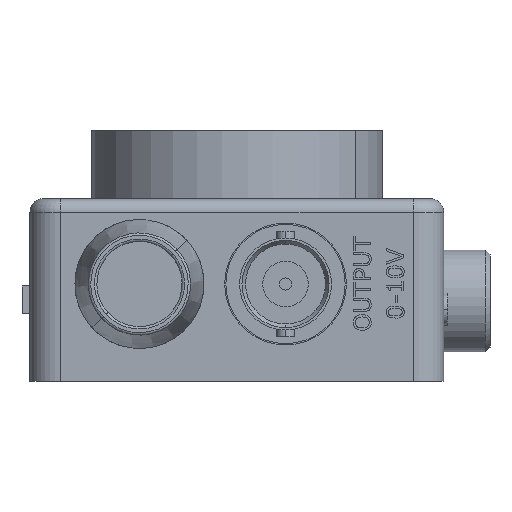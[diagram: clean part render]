
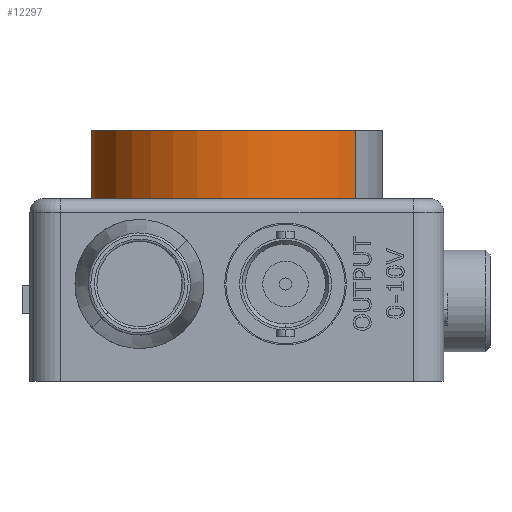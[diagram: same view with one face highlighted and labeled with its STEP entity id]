
A CAD part, front view. The second image highlights one B-rep face of the part: STEP entity #12297.
In plain terms, the highlighted cylindrical face has radius 15.24 mm (diameter 30.48 mm), a partial arc.
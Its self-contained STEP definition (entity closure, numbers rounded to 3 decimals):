
#8798 = EDGE_CURVE ( 'NONE', #12221, #12219, #58913, .T. ) ;
#11898 = DIRECTION ( 'NONE',  ( 0., 0., -1. ) ) ;
#11899 = VECTOR ( 'NONE', #11898, 1000. ) ;
#11901 = CARTESIAN_POINT ( 'NONE',  ( 33.954, 29.19, 26.162 ) ) ;
#11902 = LINE ( 'NONE', #11901, #11899 ) ;
#11922 = CARTESIAN_POINT ( 'NONE',  ( 9.226, 47.01, 19.05 ) ) ;
#11955 = CARTESIAN_POINT ( 'NONE',  ( 33.954, 29.19, 26.162 ) ) ;
#11963 = CARTESIAN_POINT ( 'NONE',  ( 33.954, 29.19, 19.05 ) ) ;
#12020 = CARTESIAN_POINT ( 'NONE',  ( 9.226, 47.01, 26.162 ) ) ;
#12183 = ORIENTED_EDGE ( 'NONE', *, *, #8798, .F. ) ;
#12185 = EDGE_LOOP ( 'NONE', ( #12301, #12183, #12292, #12356 ) ) ;
#12198 = VERTEX_POINT ( 'NONE', #11922 ) ;
#12206 = EDGE_CURVE ( 'NONE', #12219, #12212, #11902, .T. ) ;
#12212 = VERTEX_POINT ( 'NONE', #11963 ) ;
#12219 = VERTEX_POINT ( 'NONE', #11955 ) ;
#12221 = VERTEX_POINT ( 'NONE', #12020 ) ;
#12287 = EDGE_CURVE ( 'NONE', #12221, #12198, #12298, .T. ) ;
#12292 = ORIENTED_EDGE ( 'NONE', *, *, #12287, .T. ) ;
#12297 = ADVANCED_FACE ( 'NONE', ( #12418 ), #12308, .T. ) ;
#12298 = LINE ( 'NONE', #12432, #12425 ) ;
#12301 = ORIENTED_EDGE ( 'NONE', *, *, #12206, .F. ) ;
#12308 = CYLINDRICAL_SURFACE ( 'NONE', #12317, 15.24 ) ;
#12317 = AXIS2_PLACEMENT_3D ( 'NONE', #12406, #12374, #12369 ) ;
#12356 = ORIENTED_EDGE ( 'NONE', *, *, #12363, .T. ) ;
#12363 = EDGE_CURVE ( 'NONE', #12198, #12212, #12757, .T. ) ;
#12369 = DIRECTION ( 'NONE',  ( -0.811, 0.585, 0. ) ) ;
#12374 = DIRECTION ( 'NONE',  ( 0., 0., -1. ) ) ;
#12406 = CARTESIAN_POINT ( 'NONE',  ( 21.59, 38.1, 26.162 ) ) ;
#12418 = FACE_OUTER_BOUND ( 'NONE', #12185, .T. ) ;
#12425 = VECTOR ( 'NONE', #12431, 1000. ) ;
#12431 = DIRECTION ( 'NONE',  ( 0., 0., -1. ) ) ;
#12432 = CARTESIAN_POINT ( 'NONE',  ( 9.226, 47.01, 26.162 ) ) ;
#12737 = DIRECTION ( 'NONE',  ( 0.811, -0.585, 0. ) ) ;
#12738 = DIRECTION ( 'NONE',  ( 0., 0., 1. ) ) ;
#12757 = CIRCLE ( 'NONE', #12771, 15.24 ) ;
#12771 = AXIS2_PLACEMENT_3D ( 'NONE', #12788, #12738, #12737 ) ;
#12788 = CARTESIAN_POINT ( 'NONE',  ( 21.59, 38.1, 19.05 ) ) ;
#58913 = CIRCLE ( 'NONE', #59005, 15.24 ) ;
#59000 = DIRECTION ( 'NONE',  ( 0.811, -0.585, 0. ) ) ;
#59003 = DIRECTION ( 'NONE',  ( 0., 0., 1. ) ) ;
#59004 = CARTESIAN_POINT ( 'NONE',  ( 21.59, 38.1, 26.162 ) ) ;
#59005 = AXIS2_PLACEMENT_3D ( 'NONE', #59004, #59003, #59000 ) ;
